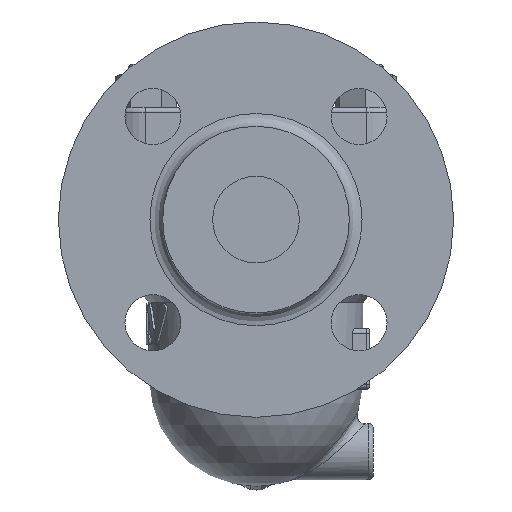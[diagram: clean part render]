
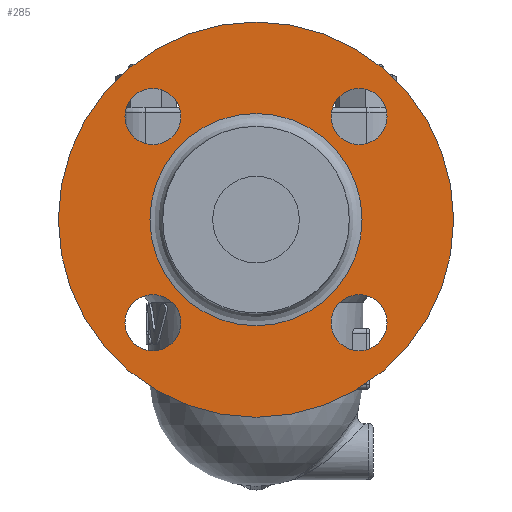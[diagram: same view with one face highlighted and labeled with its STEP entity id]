
A CAD part, left-side view. The second image highlights one B-rep face of the part: STEP entity #285.
In plain terms, the highlighted free-form (B-spline) face has degree [1, 1] with [2, 2] control points.
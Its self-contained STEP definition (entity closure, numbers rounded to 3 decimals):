
#158=CARTESIAN_POINT('',(-128.6,0.,34.6));
#159=VERTEX_POINT('',#158);
#160=CARTESIAN_POINT('',(-128.6,0.0,-7.));
#161=DIRECTION('',(-1.0,0.0,0.0));
#162=DIRECTION('',(0.0,0.0,-1.0));
#163=AXIS2_PLACEMENT_3D('',#160,#161,#162);
#164=CIRCLE('',#163,41.6);
#165=EDGE_CURVE('',#159,#159,#164,.T.);
#222=CARTESIAN_POINT('',(-128.6,77.5,70.5));
#223=CARTESIAN_POINT('',(-128.6,77.5,-84.5));
#224=CARTESIAN_POINT('',(-128.6,-77.5,70.5));
#225=CARTESIAN_POINT('',(-128.6,-77.5,-84.5));
#226=B_SPLINE_SURFACE_WITH_KNOTS('',1,1,((#222,#224),(#223,#225)),.UNSPECIFIED.,.F.,.F.,.U.,(2,2),(2,2),(0.0,155.),(0.0,155.),.UNSPECIFIED.);
#227=CARTESIAN_POINT('',(-128.6,0.0,70.5));
#228=VERTEX_POINT('',#227);
#229=CARTESIAN_POINT('',(-128.6,0.0,-7.));
#230=DIRECTION('',(-1.0,0.0,0.0));
#231=DIRECTION('',(0.0,0.0,1.0));
#232=AXIS2_PLACEMENT_3D('',#229,#230,#231);
#233=CIRCLE('',#232,77.5);
#234=EDGE_CURVE('',#228,#228,#233,.T.);
#235=ORIENTED_EDGE('',*,*,#234,.T.);
#236=EDGE_LOOP('',(#235));
#237=FACE_OUTER_BOUND('',#236,.T.);
#238=CARTESIAN_POINT('',(-128.6,40.411,22.411));
#239=VERTEX_POINT('',#238);
#240=CARTESIAN_POINT('',(-128.6,40.411,33.411));
#241=DIRECTION('',(1.0,0.0,0.0));
#242=DIRECTION('',(0.0,0.0,-1.0));
#243=AXIS2_PLACEMENT_3D('',#240,#241,#242);
#244=CIRCLE('',#243,11.0);
#245=EDGE_CURVE('',#239,#239,#244,.T.);
#246=ORIENTED_EDGE('',*,*,#245,.T.);
#247=EDGE_LOOP('',(#246));
#248=FACE_BOUND('',#247,.T.);
#249=CARTESIAN_POINT('',(-128.6,29.411,-47.411));
#250=VERTEX_POINT('',#249);
#251=CARTESIAN_POINT('',(-128.6,40.411,-47.411));
#252=DIRECTION('',(1.0,0.0,0.0));
#253=DIRECTION('',(0.0,-1.0,0.0));
#254=AXIS2_PLACEMENT_3D('',#251,#252,#253);
#255=CIRCLE('',#254,11.0);
#256=EDGE_CURVE('',#250,#250,#255,.T.);
#257=ORIENTED_EDGE('',*,*,#256,.T.);
#258=EDGE_LOOP('',(#257));
#259=FACE_BOUND('',#258,.T.);
#260=CARTESIAN_POINT('',(-128.6,-40.411,-36.411));
#261=VERTEX_POINT('',#260);
#262=CARTESIAN_POINT('',(-128.6,-40.411,-47.411));
#263=DIRECTION('',(1.0,0.0,0.0));
#264=DIRECTION('',(0.0,0.0,1.0));
#265=AXIS2_PLACEMENT_3D('',#262,#263,#264);
#266=CIRCLE('',#265,11.0);
#267=EDGE_CURVE('',#261,#261,#266,.T.);
#268=ORIENTED_EDGE('',*,*,#267,.T.);
#269=EDGE_LOOP('',(#268));
#270=FACE_BOUND('',#269,.T.);
#271=CARTESIAN_POINT('',(-128.6,-29.411,33.411));
#272=VERTEX_POINT('',#271);
#273=CARTESIAN_POINT('',(-128.6,-40.411,33.411));
#274=DIRECTION('',(1.0,0.0,0.0));
#275=DIRECTION('',(0.0,1.0,0.0));
#276=AXIS2_PLACEMENT_3D('',#273,#274,#275);
#277=CIRCLE('',#276,11.0);
#278=EDGE_CURVE('',#272,#272,#277,.T.);
#279=ORIENTED_EDGE('',*,*,#278,.T.);
#280=EDGE_LOOP('',(#279));
#281=FACE_BOUND('',#280,.T.);
#282=ORIENTED_EDGE('',*,*,#165,.F.);
#283=EDGE_LOOP('',(#282));
#284=FACE_BOUND('',#283,.T.);
#285=ADVANCED_FACE('',(#237,#248,#259,#270,#281,#284),#226,.T.);
